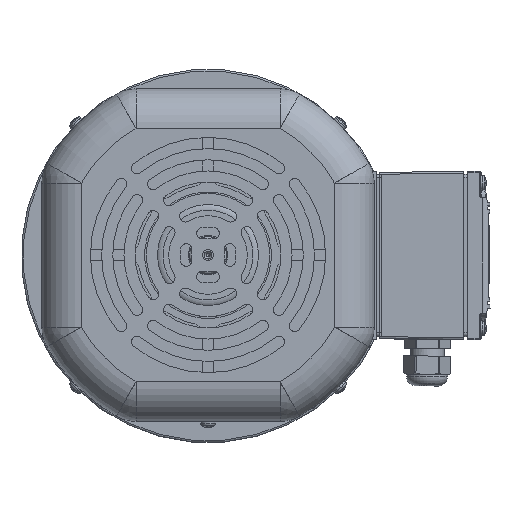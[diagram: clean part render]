
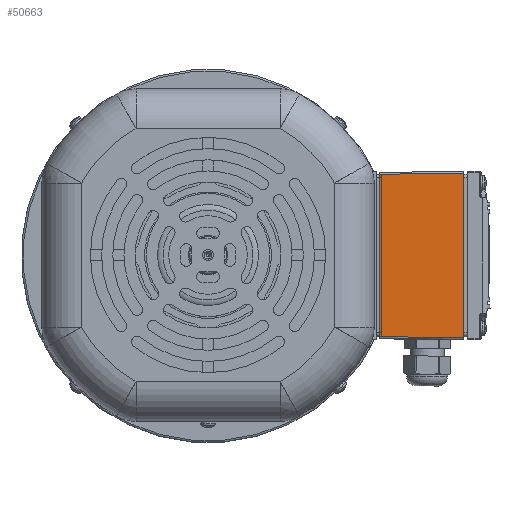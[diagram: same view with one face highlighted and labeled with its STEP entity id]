
A CAD part, top view. The second image highlights one B-rep face of the part: STEP entity #50663.
In plain terms, the highlighted face is planar.
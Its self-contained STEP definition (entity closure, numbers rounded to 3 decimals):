
#50517=CARTESIAN_POINT('',(-43.5,0.,-44.5));
#50518=VERTEX_POINT('',#50517);
#50526=CARTESIAN_POINT('',(43.5,0.,-44.5));
#50527=VERTEX_POINT('',#50526);
#50528=CARTESIAN_POINT('',(-43.5,0.,-44.5));
#50529=DIRECTION('',(1.0,0.0,0.0));
#50530=VECTOR('',#50529,87.);
#50531=LINE('',#50528,#50530);
#50532=EDGE_CURVE('',#50518,#50527,#50531,.T.);
#50620=CARTESIAN_POINT('',(44.,45.,-45.0));
#50621=VERTEX_POINT('',#50620);
#50631=CARTESIAN_POINT('',(43.5,0.,-44.5));
#50632=DIRECTION('',(0.011,1.,-0.011));
#50633=VECTOR('',#50632,45.006);
#50634=LINE('',#50631,#50633);
#50635=EDGE_CURVE('',#50527,#50621,#50634,.T.);
#50640=CARTESIAN_POINT('',(0.0,0.,-44.5));
#50641=DIRECTION('',(0.0,-0.011,-1.));
#50642=DIRECTION('',(-1.0,0.0,0.0));
#50643=AXIS2_PLACEMENT_3D('',#50640,#50641,#50642);
#50644=PLANE('',#50643);
#50645=ORIENTED_EDGE('',*,*,#50635,.F.);
#50646=ORIENTED_EDGE('',*,*,#50532,.F.);
#50647=CARTESIAN_POINT('',(-44.,45.,-45.0));
#50648=VERTEX_POINT('',#50647);
#50649=CARTESIAN_POINT('',(-44.,45.,-45.));
#50650=DIRECTION('',(0.011,-1.,0.011));
#50651=VECTOR('',#50650,45.006);
#50652=LINE('',#50649,#50651);
#50653=EDGE_CURVE('',#50648,#50518,#50652,.T.);
#50654=ORIENTED_EDGE('',*,*,#50653,.F.);
#50655=CARTESIAN_POINT('',(44.,45.,-45.0));
#50656=DIRECTION('',(-1.0,0.0,0.0));
#50657=VECTOR('',#50656,88.);
#50658=LINE('',#50655,#50657);
#50659=EDGE_CURVE('',#50621,#50648,#50658,.T.);
#50660=ORIENTED_EDGE('',*,*,#50659,.F.);
#50661=EDGE_LOOP('',(#50645,#50646,#50654,#50660));
#50662=FACE_OUTER_BOUND('',#50661,.T.);
#50663=ADVANCED_FACE('',(#50662),#50644,.T.);
